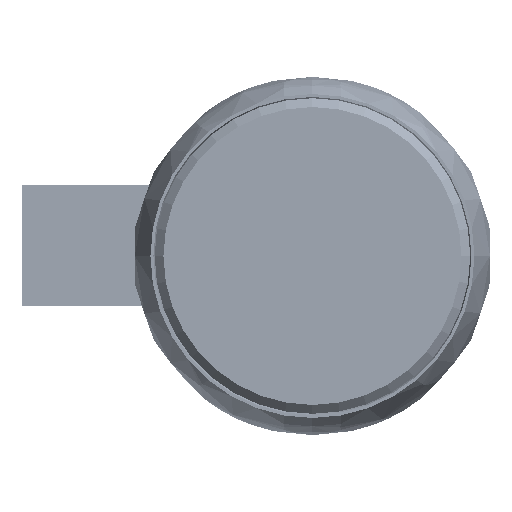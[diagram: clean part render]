
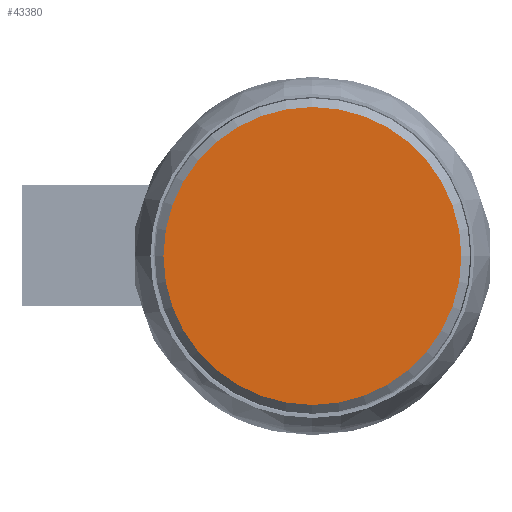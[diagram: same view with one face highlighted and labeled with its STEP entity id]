
A CAD part, left-side view. The second image highlights one B-rep face of the part: STEP entity #43380.
In plain terms, the highlighted planar face has unit normal (-1, 0, 0).
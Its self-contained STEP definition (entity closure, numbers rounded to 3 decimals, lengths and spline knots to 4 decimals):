
#5517 = CARTESIAN_POINT ( 'NONE',  ( -2.483, 0., -0.0251 ) ) ;
#10274 = CARTESIAN_POINT ( 'NONE',  ( -2.483, -0.7438, -0.0251 ) ) ;
#10460 = AXIS2_PLACEMENT_3D ( 'NONE', #69297, #86424, #35672 ) ;
#12448 = DIRECTION ( 'NONE',  ( 1., 0., 0. ) ) ;
#21934 = DIRECTION ( 'NONE',  ( 0., -1., 0. ) ) ;
#26439 = EDGE_LOOP ( 'NONE', ( #69228, #72669 ) ) ;
#29039 = CIRCLE ( 'NONE', #106120, 0.7438 ) ;
#29575 = CARTESIAN_POINT ( 'NONE',  ( -2.483, 0., -0.0251 ) ) ;
#29967 = DIRECTION ( 'NONE',  ( 0., -1., 0. ) ) ;
#32676 = CIRCLE ( 'NONE', #39807, 0.7438 ) ;
#35633 = EDGE_CURVE ( 'NONE', #75463, #81039, #29039, .T. ) ;
#35672 = DIRECTION ( 'NONE',  ( 0., 1., 0. ) ) ;
#39807 = AXIS2_PLACEMENT_3D ( 'NONE', #5517, #57781, #21934 ) ;
#43380 = ADVANCED_FACE ( 'NONE', ( #69921 ), #103842, .T. ) ;
#51845 = CARTESIAN_POINT ( 'NONE',  ( -2.483, 0.7438, -0.0251 ) ) ;
#57781 = DIRECTION ( 'NONE',  ( 1., 0., 0. ) ) ;
#69228 = ORIENTED_EDGE ( 'NONE', *, *, #86712, .F. ) ;
#69297 = CARTESIAN_POINT ( 'NONE',  ( -2.483, 0., -0.7689 ) ) ;
#69921 = FACE_OUTER_BOUND ( 'NONE', #26439, .T. ) ;
#72669 = ORIENTED_EDGE ( 'NONE', *, *, #35633, .F. ) ;
#75463 = VERTEX_POINT ( 'NONE', #51845 ) ;
#81039 = VERTEX_POINT ( 'NONE', #10274 ) ;
#86424 = DIRECTION ( 'NONE',  ( -1., 0., 0. ) ) ;
#86712 = EDGE_CURVE ( 'NONE', #81039, #75463, #32676, .T. ) ;
#103842 = PLANE ( 'NONE',  #10460 ) ;
#106120 = AXIS2_PLACEMENT_3D ( 'NONE', #29575, #12448, #29967 ) ;
